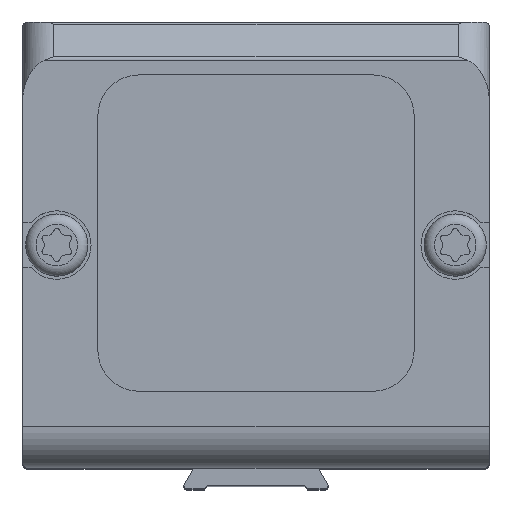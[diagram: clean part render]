
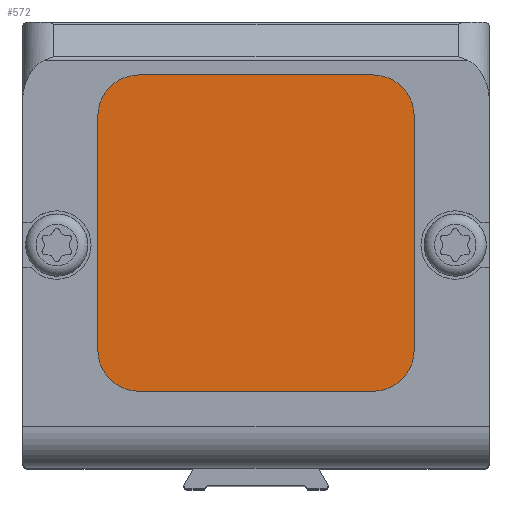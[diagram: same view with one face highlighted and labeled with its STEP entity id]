
A CAD part, top view. The second image highlights one B-rep face of the part: STEP entity #572.
In plain terms, the highlighted planar face has unit normal (0, 0, 1).
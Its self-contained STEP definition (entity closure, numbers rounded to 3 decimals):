
#572 = ADVANCED_FACE( '', ( #1506 ), #1507, .T. );
#1506 = FACE_OUTER_BOUND( '', #2875, .T. );
#1507 = PLANE( '', #2876 );
#2875 = EDGE_LOOP( '', ( #4617, #4618, #4619, #4620, #4621, #4622, #4623, #4624 ) );
#2876 = AXIS2_PLACEMENT_3D( '', #4625, #4626, #4627 );
#4617 = ORIENTED_EDGE( '', *, *, #8076, .T. );
#4618 = ORIENTED_EDGE( '', *, *, #8077, .T. );
#4619 = ORIENTED_EDGE( '', *, *, #8078, .T. );
#4620 = ORIENTED_EDGE( '', *, *, #8079, .T. );
#4621 = ORIENTED_EDGE( '', *, *, #8080, .T. );
#4622 = ORIENTED_EDGE( '', *, *, #8001, .T. );
#4623 = ORIENTED_EDGE( '', *, *, #8081, .T. );
#4624 = ORIENTED_EDGE( '', *, *, #8082, .T. );
#4625 = CARTESIAN_POINT( '', ( -11.25, 12.4, 31.9 ) );
#4626 = DIRECTION( '', ( 0., 0., 1. ) );
#4627 = DIRECTION( '', ( 1., 0., 0. ) );
#8001 = EDGE_CURVE( '', #9645, #9643, #9646, .T. );
#8076 = EDGE_CURVE( '', #9770, #9771, #9772, .T. );
#8077 = EDGE_CURVE( '', #9771, #9773, #9774, .T. );
#8078 = EDGE_CURVE( '', #9773, #9775, #9776, .T. );
#8079 = EDGE_CURVE( '', #9775, #9777, #9778, .T. );
#8080 = EDGE_CURVE( '', #9777, #9645, #9779, .T. );
#8081 = EDGE_CURVE( '', #9643, #9780, #9781, .T. );
#8082 = EDGE_CURVE( '', #9780, #9770, #9782, .T. );
#9643 = VERTEX_POINT( '', #11920 );
#9645 = VERTEX_POINT( '', #11923 );
#9646 = LINE( '', #11924, #11925 );
#9770 = VERTEX_POINT( '', #12098 );
#9771 = VERTEX_POINT( '', #12099 );
#9772 = CIRCLE( '', #12100, 4. );
#9773 = VERTEX_POINT( '', #12101 );
#9774 = LINE( '', #12102, #12103 );
#9775 = VERTEX_POINT( '', #12104 );
#9776 = CIRCLE( '', #12105, 4. );
#9777 = VERTEX_POINT( '', #12106 );
#9778 = LINE( '', #12107, #12108 );
#9779 = CIRCLE( '', #12109, 4. );
#9780 = VERTEX_POINT( '', #12110 );
#9781 = CIRCLE( '', #12111, 4. );
#9782 = LINE( '', #12112, #12113 );
#11920 = CARTESIAN_POINT( '', ( 15.25, 12.4, 31.9 ) );
#11923 = CARTESIAN_POINT( '', ( 15.25, -10.1, 31.9 ) );
#11924 = CARTESIAN_POINT( '', ( 15.25, -10.1, 31.9 ) );
#11925 = VECTOR( '', #14466, 1000. );
#12098 = CARTESIAN_POINT( '', ( -11.25, 16.4, 31.9 ) );
#12099 = CARTESIAN_POINT( '', ( -15.25, 12.4, 31.9 ) );
#12100 = AXIS2_PLACEMENT_3D( '', #14572, #14573, #14574 );
#12101 = CARTESIAN_POINT( '', ( -15.25, -10.1, 31.9 ) );
#12102 = CARTESIAN_POINT( '', ( -15.25, 12.4, 31.9 ) );
#12103 = VECTOR( '', #14575, 1000. );
#12104 = CARTESIAN_POINT( '', ( -11.25, -14.1, 31.9 ) );
#12105 = AXIS2_PLACEMENT_3D( '', #14576, #14577, #14578 );
#12106 = CARTESIAN_POINT( '', ( 11.25, -14.1, 31.9 ) );
#12107 = CARTESIAN_POINT( '', ( -11.25, -14.1, 31.9 ) );
#12108 = VECTOR( '', #14579, 1000. );
#12109 = AXIS2_PLACEMENT_3D( '', #14580, #14581, #14582 );
#12110 = CARTESIAN_POINT( '', ( 11.25, 16.4, 31.9 ) );
#12111 = AXIS2_PLACEMENT_3D( '', #14583, #14584, #14585 );
#12112 = CARTESIAN_POINT( '', ( 11.25, 16.4, 31.9 ) );
#12113 = VECTOR( '', #14586, 1000. );
#14466 = DIRECTION( '', ( 0., 1., 0. ) );
#14572 = CARTESIAN_POINT( '', ( -11.25, 12.4, 31.9 ) );
#14573 = DIRECTION( '', ( 0., 0., 1. ) );
#14574 = DIRECTION( '', ( 1., 0., 0. ) );
#14575 = DIRECTION( '', ( 0., -1., 0. ) );
#14576 = CARTESIAN_POINT( '', ( -11.25, -10.1, 31.9 ) );
#14577 = DIRECTION( '', ( 0., 0., 1. ) );
#14578 = DIRECTION( '', ( 1., 0., 0. ) );
#14579 = DIRECTION( '', ( 1., 0., 0. ) );
#14580 = CARTESIAN_POINT( '', ( 11.25, -10.1, 31.9 ) );
#14581 = DIRECTION( '', ( 0., 0., 1. ) );
#14582 = DIRECTION( '', ( 1., 0., 0. ) );
#14583 = CARTESIAN_POINT( '', ( 11.25, 12.4, 31.9 ) );
#14584 = DIRECTION( '', ( 0., 0., 1. ) );
#14585 = DIRECTION( '', ( 1., 0., 0. ) );
#14586 = DIRECTION( '', ( -1., 0., 0. ) );
